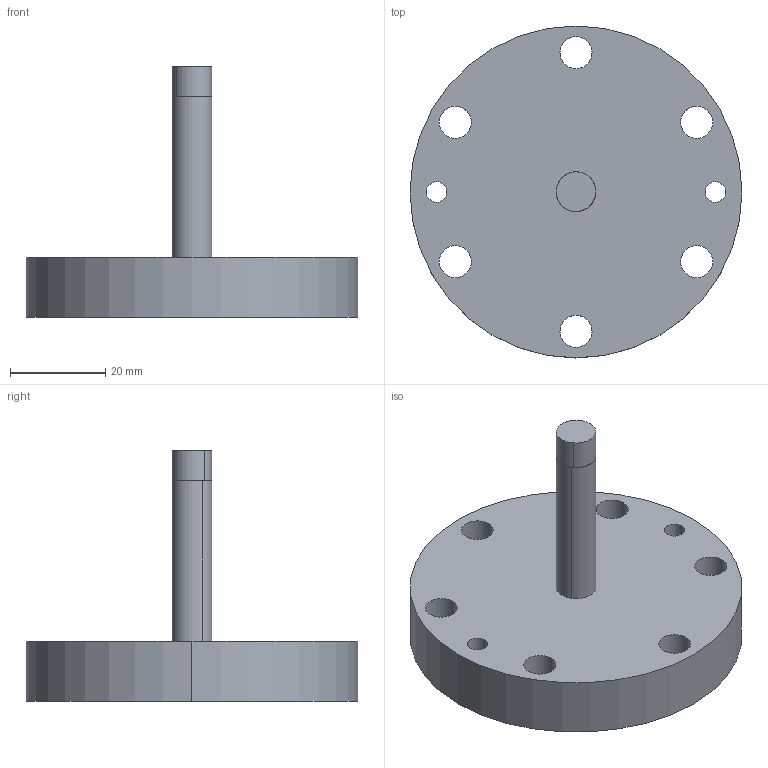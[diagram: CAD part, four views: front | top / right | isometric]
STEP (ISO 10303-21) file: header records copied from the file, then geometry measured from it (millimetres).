
FILE_DESCRIPTION (( 'STEP AP214' ), '1' );
FILE_NAME ('Thimble.STEP', '2015-09-28T02:21:17', ( '' ), ( '' ), 'SwSTEP 2.0', 'SolidWorks 2014', '' );
FILE_SCHEMA (( 'AUTOMOTIVE_DESIGN' ));
Length unit declared in the file: metre
Products named in the file (4): 2.75CF Tube; 2.75 CF; Thimble; Cap
Assembly tree (3 placements, depth 2):
  Thimble
    2.75 CF
    2.75CF Tube
    Cap
Bounding box: 69.85 x 69.85 x 52.77 mm (x, y, z)
Volume: 42873.7 mm3; surface area: 15049.9 mm2
Topology: 3 solids, 3 shells, 45 faces, 106 edges, 69 vertices
Faces by surface type: cylinder 34, plane 9, cone 2
Entity records: 1512 total; most frequent: DIRECTION 274, CARTESIAN_POINT 224, ORIENTED_EDGE 208, AXIS2_PLACEMENT_3D 119, EDGE_CURVE 104, VERTEX_POINT 69, EDGE_LOOP 69, CIRCLE 68
